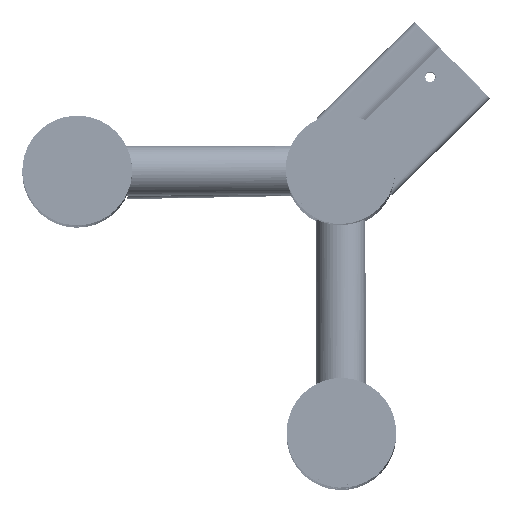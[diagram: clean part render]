
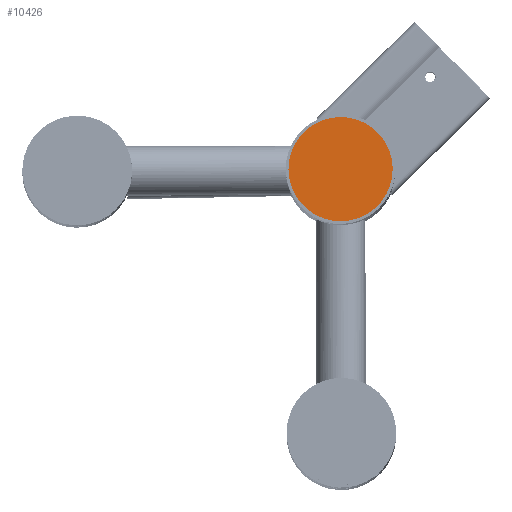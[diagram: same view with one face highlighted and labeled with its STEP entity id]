
A CAD part, top view. The second image highlights one B-rep face of the part: STEP entity #10426.
In plain terms, the highlighted planar face has unit normal (0, 0, 1).
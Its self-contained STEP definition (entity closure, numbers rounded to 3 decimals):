
#6783 = CARTESIAN_POINT ( 'NONE',  ( 73.265, 86.118, 344.964 ) ) ;
#10426 = ADVANCED_FACE ( 'NONE', ( #157385 ), #83317, .F. ) ;
#31901 = AXIS2_PLACEMENT_3D ( 'NONE', #156695, #35139, #108430 ) ;
#34160 = CIRCLE ( 'NONE', #160227, 19. ) ;
#35139 = DIRECTION ( 'NONE',  ( 0., 0., -1. ) ) ;
#50007 = EDGE_LOOP ( 'NONE', ( #96348, #136298 ) ) ;
#58551 = VERTEX_POINT ( 'NONE', #77870 ) ;
#63406 = CARTESIAN_POINT ( 'NONE',  ( 55.364, 92.486, 344.964 ) ) ;
#76936 = CIRCLE ( 'NONE', #31901, 19. ) ;
#77870 = CARTESIAN_POINT ( 'NONE',  ( 91.166, 79.749, 344.964 ) ) ;
#83317 = PLANE ( 'NONE',  #105553 ) ;
#96348 = ORIENTED_EDGE ( 'NONE', *, *, #96612, .F. ) ;
#96612 = EDGE_CURVE ( 'NONE', #58551, #131779, #76936, .T. ) ;
#105553 = AXIS2_PLACEMENT_3D ( 'NONE', #6783, #143589, #187224 ) ;
#108430 = DIRECTION ( 'NONE',  ( -0.942, 0.335, 0. ) ) ;
#131779 = VERTEX_POINT ( 'NONE', #63406 ) ;
#136298 = ORIENTED_EDGE ( 'NONE', *, *, #150218, .F. ) ;
#143589 = DIRECTION ( 'NONE',  ( 0., 0., -1. ) ) ;
#147826 = CARTESIAN_POINT ( 'NONE',  ( 73.265, 86.118, 344.964 ) ) ;
#150218 = EDGE_CURVE ( 'NONE', #131779, #58551, #34160, .T. ) ;
#156695 = CARTESIAN_POINT ( 'NONE',  ( 73.265, 86.118, 344.964 ) ) ;
#157385 = FACE_OUTER_BOUND ( 'NONE', #50007, .T. ) ;
#160227 = AXIS2_PLACEMENT_3D ( 'NONE', #147826, #163755, #162428 ) ;
#162428 = DIRECTION ( 'NONE',  ( -0.942, 0.335, 0. ) ) ;
#163755 = DIRECTION ( 'NONE',  ( 0., 0., -1. ) ) ;
#187224 = DIRECTION ( 'NONE',  ( -0.942, 0.335, 0. ) ) ;
